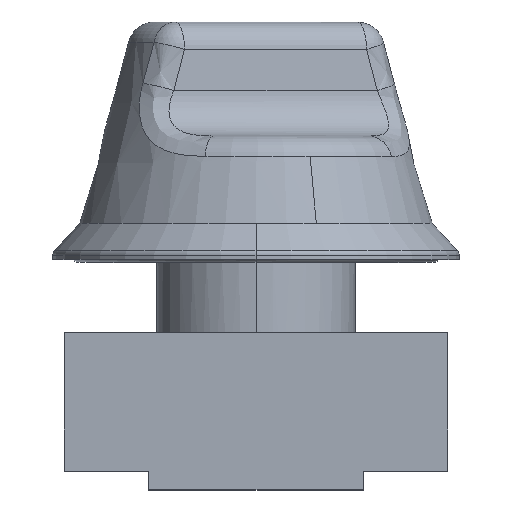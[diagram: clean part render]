
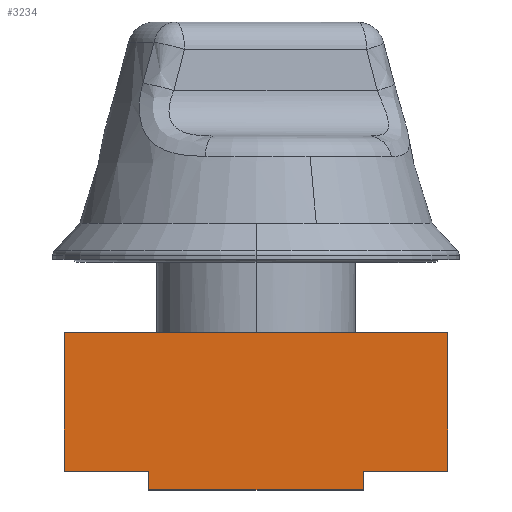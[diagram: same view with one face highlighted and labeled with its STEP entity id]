
A CAD part, top view. The second image highlights one B-rep face of the part: STEP entity #3234.
In plain terms, the highlighted planar face has unit normal (0, 0, 1).
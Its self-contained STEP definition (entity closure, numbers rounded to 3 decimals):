
#97 = EDGE_CURVE ( 'NONE', #5879, #2083, #3505, .T. ) ;
#138 = CARTESIAN_POINT ( 'NONE',  ( 21., -23.2, 15. ) ) ;
#438 = VECTOR ( 'NONE', #5849, 1000. ) ;
#509 = VERTEX_POINT ( 'NONE', #1928 ) ;
#528 = ORIENTED_EDGE ( 'NONE', *, *, #2945, .F. ) ;
#704 = VECTOR ( 'NONE', #4507, 1000. ) ;
#1020 = ORIENTED_EDGE ( 'NONE', *, *, #1197, .F. ) ;
#1036 = ORIENTED_EDGE ( 'NONE', *, *, #97, .T. ) ;
#1107 = CARTESIAN_POINT ( 'NONE',  ( -21., -23.2, 15. ) ) ;
#1176 = VERTEX_POINT ( 'NONE', #4153 ) ;
#1197 = EDGE_CURVE ( 'NONE', #4285, #1176, #2668, .T. ) ;
#1220 = DIRECTION ( 'NONE',  ( 0., 0., -1. ) ) ;
#1260 = ORIENTED_EDGE ( 'NONE', *, *, #5766, .F. ) ;
#1312 = CARTESIAN_POINT ( 'NONE',  ( -21., -8., 15. ) ) ;
#1435 = VERTEX_POINT ( 'NONE', #1312 ) ;
#1624 = LINE ( 'NONE', #3921, #704 ) ;
#1810 = CARTESIAN_POINT ( 'NONE',  ( 21., -8., 15. ) ) ;
#1902 = ORIENTED_EDGE ( 'NONE', *, *, #5492, .F. ) ;
#1928 = CARTESIAN_POINT ( 'NONE',  ( -21., -23.2, 15. ) ) ;
#2083 = VERTEX_POINT ( 'NONE', #1810 ) ;
#2210 = PLANE ( 'NONE',  #6610 ) ;
#2317 = LINE ( 'NONE', #1107, #6871 ) ;
#2341 = DIRECTION ( 'NONE',  ( -1., 0., 0. ) ) ;
#2395 = DIRECTION ( 'NONE',  ( -1., 0., 0. ) ) ;
#2449 = VERTEX_POINT ( 'NONE', #5589 ) ;
#2668 = LINE ( 'NONE', #6295, #7699 ) ;
#2749 = ORIENTED_EDGE ( 'NONE', *, *, #3687, .F. ) ;
#2934 = DIRECTION ( 'NONE',  ( -1., 0., 0. ) ) ;
#2945 = EDGE_CURVE ( 'NONE', #2449, #6490, #3948, .T. ) ;
#3168 = FACE_OUTER_BOUND ( 'NONE', #5663, .T. ) ;
#3234 = ADVANCED_FACE ( 'NONE', ( #3168 ), #2210, .F. ) ;
#3279 = DIRECTION ( 'NONE',  ( -1., 0., 0. ) ) ;
#3505 = LINE ( 'NONE', #4822, #438 ) ;
#3687 = EDGE_CURVE ( 'NONE', #509, #1435, #4309, .T. ) ;
#3691 = VECTOR ( 'NONE', #2341, 1000. ) ;
#3921 = CARTESIAN_POINT ( 'NONE',  ( 21., -8., 15. ) ) ;
#3948 = LINE ( 'NONE', #5967, #5686 ) ;
#4114 = LINE ( 'NONE', #5945, #7708 ) ;
#4153 = CARTESIAN_POINT ( 'NONE',  ( -11.75, -23.2, 15. ) ) ;
#4162 = EDGE_CURVE ( 'NONE', #2083, #1435, #1624, .T. ) ;
#4279 = CARTESIAN_POINT ( 'NONE',  ( 11.75, -25.2, 15. ) ) ;
#4285 = VERTEX_POINT ( 'NONE', #6361 ) ;
#4309 = LINE ( 'NONE', #6294, #4659 ) ;
#4507 = DIRECTION ( 'NONE',  ( -1., 0., 0. ) ) ;
#4659 = VECTOR ( 'NONE', #5424, 1000. ) ;
#4822 = CARTESIAN_POINT ( 'NONE',  ( 21., -25.2, 15. ) ) ;
#5160 = LINE ( 'NONE', #5914, #3691 ) ;
#5256 = DIRECTION ( 'NONE',  ( 0., 1., 0. ) ) ;
#5366 = CARTESIAN_POINT ( 'NONE',  ( 21., -25.2, 15. ) ) ;
#5424 = DIRECTION ( 'NONE',  ( 0., 1., 0. ) ) ;
#5492 = EDGE_CURVE ( 'NONE', #1176, #509, #2317, .T. ) ;
#5589 = CARTESIAN_POINT ( 'NONE',  ( 11.75, -23.2, 15. ) ) ;
#5663 = EDGE_LOOP ( 'NONE', ( #2749, #1902, #1020, #1260, #528, #7215, #1036, #5738 ) ) ;
#5686 = VECTOR ( 'NONE', #7429, 1000. ) ;
#5738 = ORIENTED_EDGE ( 'NONE', *, *, #4162, .T. ) ;
#5766 = EDGE_CURVE ( 'NONE', #6490, #4285, #4114, .T. ) ;
#5849 = DIRECTION ( 'NONE',  ( 0., 1., 0. ) ) ;
#5879 = VERTEX_POINT ( 'NONE', #138 ) ;
#5914 = CARTESIAN_POINT ( 'NONE',  ( 21., -23.2, 15. ) ) ;
#5945 = CARTESIAN_POINT ( 'NONE',  ( 21., -25.2, 15. ) ) ;
#5967 = CARTESIAN_POINT ( 'NONE',  ( 11.75, -25.2, 15. ) ) ;
#6294 = CARTESIAN_POINT ( 'NONE',  ( -21., -25.2, 15. ) ) ;
#6295 = CARTESIAN_POINT ( 'NONE',  ( -11.75, -25.2, 15. ) ) ;
#6361 = CARTESIAN_POINT ( 'NONE',  ( -11.75, -25.2, 15. ) ) ;
#6363 = EDGE_CURVE ( 'NONE', #5879, #2449, #5160, .T. ) ;
#6490 = VERTEX_POINT ( 'NONE', #4279 ) ;
#6610 = AXIS2_PLACEMENT_3D ( 'NONE', #5366, #1220, #3279 ) ;
#6871 = VECTOR ( 'NONE', #2934, 1000. ) ;
#7215 = ORIENTED_EDGE ( 'NONE', *, *, #6363, .F. ) ;
#7429 = DIRECTION ( 'NONE',  ( 0., -1., 0. ) ) ;
#7699 = VECTOR ( 'NONE', #5256, 1000. ) ;
#7708 = VECTOR ( 'NONE', #2395, 1000. ) ;
